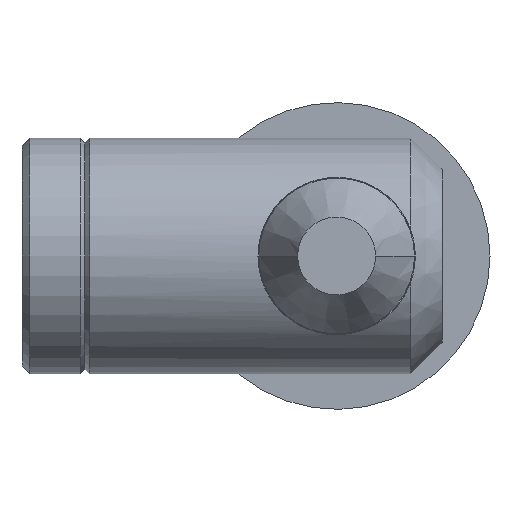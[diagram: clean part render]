
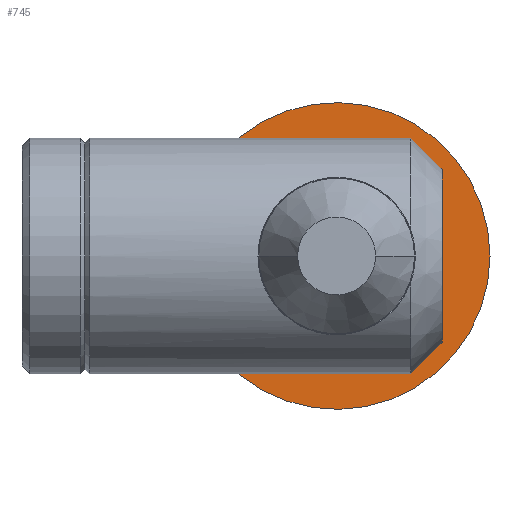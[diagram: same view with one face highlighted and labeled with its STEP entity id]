
A CAD part, left-side view. The second image highlights one B-rep face of the part: STEP entity #745.
In plain terms, the highlighted planar face has unit normal (-1, 0, 0).
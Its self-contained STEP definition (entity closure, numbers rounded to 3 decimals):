
#94 = AXIS2_PLACEMENT_3D ( 'NONE', #1991, #1139, #824 ) ;
#103 = EDGE_LOOP ( 'NONE', ( #1751, #609 ) ) ;
#176 = AXIS2_PLACEMENT_3D ( 'NONE', #1699, #2048, #1720 ) ;
#233 = CARTESIAN_POINT ( 'NONE',  ( 38., -20., 0. ) ) ;
#243 = EDGE_CURVE ( 'NONE', #1889, #1495, #884, .T. ) ;
#279 = PLANE ( 'NONE',  #94 ) ;
#353 = DIRECTION ( 'NONE',  ( 0., -1., 0. ) ) ;
#366 = DIRECTION ( 'NONE',  ( -1., 0., 0. ) ) ;
#400 = LINE ( 'NONE', #1265, #2012 ) ;
#423 = DIRECTION ( 'NONE',  ( 0., 0.707, 0.707 ) ) ;
#511 = CARTESIAN_POINT ( 'NONE',  ( 38., -20., 0. ) ) ;
#513 = AXIS2_PLACEMENT_3D ( 'NONE', #511, #366, #353 ) ;
#532 = EDGE_CURVE ( 'NONE', #1889, #1476, #796, .T. ) ;
#547 = CARTESIAN_POINT ( 'NONE',  ( 38., -13.275, 2.725 ) ) ;
#609 = ORIENTED_EDGE ( 'NONE', *, *, #1677, .F. ) ;
#670 = ORIENTED_EDGE ( 'NONE', *, *, #532, .T. ) ;
#727 = ORIENTED_EDGE ( 'NONE', *, *, #2004, .T. ) ;
#745 = ADVANCED_FACE ( 'NONE', ( #1316, #1687 ), #279, .F. ) ;
#761 = AXIS2_PLACEMENT_3D ( 'NONE', #233, #2106, #1992 ) ;
#796 = CIRCLE ( 'NONE', #2002, 9.75 ) ;
#824 = DIRECTION ( 'NONE',  ( 0., 1., 0. ) ) ;
#857 = CARTESIAN_POINT ( 'NONE',  ( 38., -10.254, -0.296 ) ) ;
#884 = LINE ( 'NONE', #547, #2136 ) ;
#942 = VERTEX_POINT ( 'NONE', #1728 ) ;
#1017 = DIRECTION ( 'NONE',  ( -1., 0., 0. ) ) ;
#1052 = VERTEX_POINT ( 'NONE', #1309 ) ;
#1129 = CARTESIAN_POINT ( 'NONE',  ( 38., -10.254, 0.296 ) ) ;
#1139 = DIRECTION ( 'NONE',  ( 1., 0., 0. ) ) ;
#1202 = CARTESIAN_POINT ( 'NONE',  ( 38., -29.75, 0. ) ) ;
#1265 = CARTESIAN_POINT ( 'NONE',  ( 38., -13.275, -2.725 ) ) ;
#1274 = CIRCLE ( 'NONE', #513, 4. ) ;
#1309 = CARTESIAN_POINT ( 'NONE',  ( 38., -24., 0. ) ) ;
#1316 = FACE_BOUND ( 'NONE', #103, .T. ) ;
#1372 = ORIENTED_EDGE ( 'NONE', *, *, #2081, .F. ) ;
#1407 = EDGE_CURVE ( 'NONE', #1052, #942, #1274, .T. ) ;
#1476 = VERTEX_POINT ( 'NONE', #1202 ) ;
#1481 = CIRCLE ( 'NONE', #176, 9.75 ) ;
#1495 = VERTEX_POINT ( 'NONE', #2045 ) ;
#1677 = EDGE_CURVE ( 'NONE', #942, #1052, #1714, .T. ) ;
#1687 = FACE_OUTER_BOUND ( 'NONE', #1765, .T. ) ;
#1690 = DIRECTION ( 'NONE',  ( 0., -1., 0. ) ) ;
#1699 = CARTESIAN_POINT ( 'NONE',  ( 38., -20., 0. ) ) ;
#1714 = CIRCLE ( 'NONE', #761, 4. ) ;
#1720 = DIRECTION ( 'NONE',  ( 0., -1., 0. ) ) ;
#1728 = CARTESIAN_POINT ( 'NONE',  ( 38., -16., 0. ) ) ;
#1751 = ORIENTED_EDGE ( 'NONE', *, *, #1407, .F. ) ;
#1763 = VERTEX_POINT ( 'NONE', #1129 ) ;
#1765 = EDGE_LOOP ( 'NONE', ( #1986, #670, #727, #1372 ) ) ;
#1857 = CARTESIAN_POINT ( 'NONE',  ( 38., -20., 0. ) ) ;
#1889 = VERTEX_POINT ( 'NONE', #857 ) ;
#1896 = DIRECTION ( 'NONE',  ( 0., -0.707, 0.707 ) ) ;
#1986 = ORIENTED_EDGE ( 'NONE', *, *, #243, .F. ) ;
#1991 = CARTESIAN_POINT ( 'NONE',  ( 38., -16., 0. ) ) ;
#1992 = DIRECTION ( 'NONE',  ( 0., -1., 0. ) ) ;
#2002 = AXIS2_PLACEMENT_3D ( 'NONE', #1857, #1017, #1690 ) ;
#2004 = EDGE_CURVE ( 'NONE', #1476, #1763, #1481, .T. ) ;
#2012 = VECTOR ( 'NONE', #423, 1000. ) ;
#2045 = CARTESIAN_POINT ( 'NONE',  ( 38., -10.55, 0. ) ) ;
#2048 = DIRECTION ( 'NONE',  ( -1., 0., 0. ) ) ;
#2081 = EDGE_CURVE ( 'NONE', #1495, #1763, #400, .T. ) ;
#2106 = DIRECTION ( 'NONE',  ( -1., 0., 0. ) ) ;
#2136 = VECTOR ( 'NONE', #1896, 1000. ) ;
